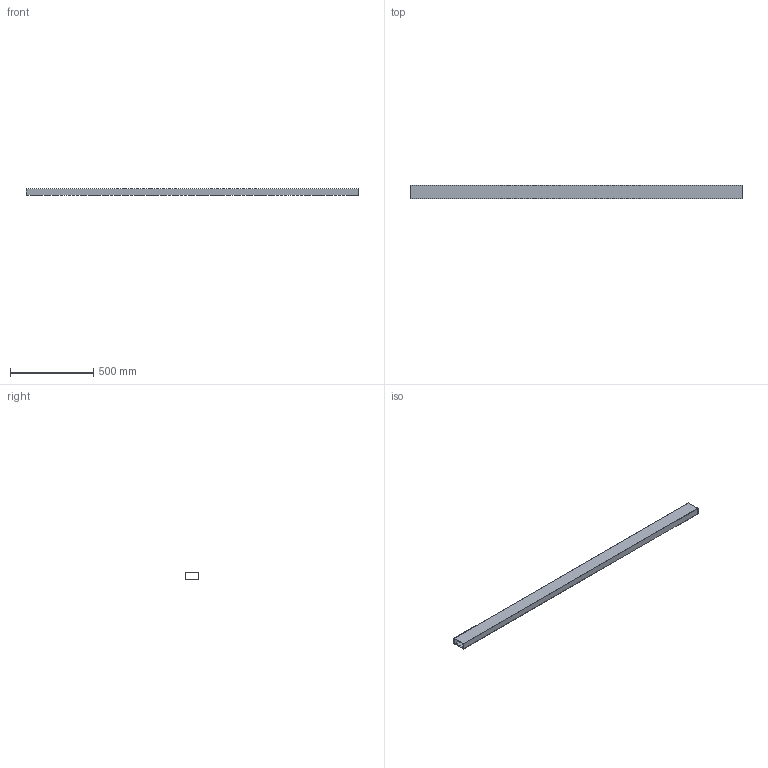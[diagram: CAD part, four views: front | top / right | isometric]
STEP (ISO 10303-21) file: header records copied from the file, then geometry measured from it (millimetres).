
FILE_DESCRIPTION(('Creo Elements/Direct Modeling STEP Export'),'2;1');
FILE_NAME('model.stp','2021-01-21T 0:24:56',(''),(''),'Creo Elements/Direct Modeling STEP processor for AP214 (Solid Model)','Creo Elements/Direct Modeling 20.1A 29-Sep-2018 (C) Parametric Technology GmbH','');
FILE_SCHEMA(('AUTOMOTIVE_DESIGN { 1 0 10303 214 1 1 1 1 }'));
Length unit declared in the file: millimetre
Products named in the file (2): CD_HF_80X40_BU-select
Assembly tree (1 placements, depth 2):
  CD_HF_80X40_BU-select
    CD_HF_80X40_BU-select
Bounding box: 2000 x 80 x 40 mm (x, y, z)
Volume: 681554.3 mm3; surface area: 919621.4 mm2
Topology: 1 solids, 1 shells, 970 faces, 2904 edges, 1936 vertices
Faces by surface type: plane 490, cylinder 480
Entity records: 41697 total; most frequent: CARTESIAN_POINT 5812, DIRECTION 5808, ORIENTED_EDGE 5808, EDGE_CURVE 2904, VECTOR 1944, LINE 1944, VERTEX_POINT 1936, AXIS2_PLACEMENT_3D 1932
